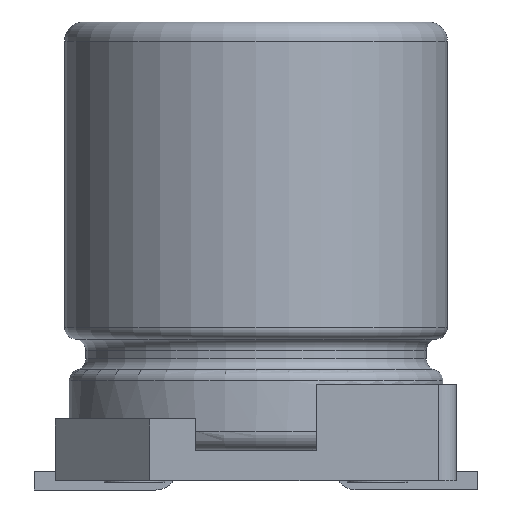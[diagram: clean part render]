
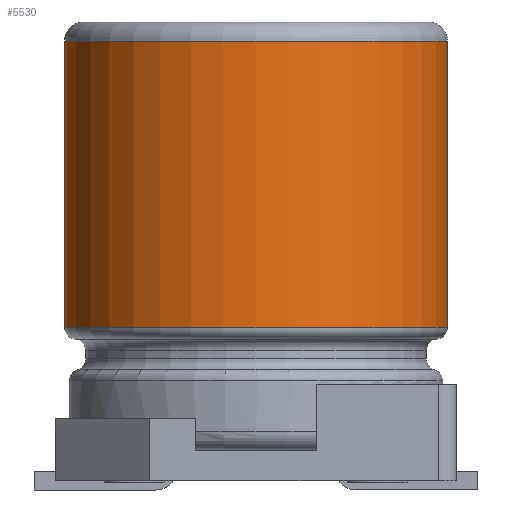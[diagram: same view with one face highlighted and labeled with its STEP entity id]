
A CAD part, front view. The second image highlights one B-rep face of the part: STEP entity #5530.
In plain terms, the highlighted cylindrical face has radius 3.15 mm (diameter 6.3 mm), a full revolution.
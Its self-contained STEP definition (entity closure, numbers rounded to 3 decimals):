
#18=CYLINDRICAL_SURFACE('',#5772,3.15);
#78=CIRCLE('',#5752,3.15);
#88=CIRCLE('',#5764,3.15);
#499=ORIENTED_EDGE('',*,*,#1574,.T.);
#500=ORIENTED_EDGE('',*,*,#1564,.T.);
#1564=EDGE_CURVE('',#2119,#2119,#78,.T.);
#1574=EDGE_CURVE('',#2129,#2129,#88,.T.);
#2119=VERTEX_POINT('',#8011);
#2129=VERTEX_POINT('',#8033);
#3315=EDGE_LOOP('',(#499));
#3316=EDGE_LOOP('',(#500));
#3585=FACE_BOUND('',#3315,.T.);
#3586=FACE_BOUND('',#3316,.T.);
#5530=ADVANCED_FACE('',(#3585,#3586),#18,.T.);
#5752=AXIS2_PLACEMENT_3D('',#8010,#6253,#6254);
#5764=AXIS2_PLACEMENT_3D('',#8032,#6277,#6278);
#5772=AXIS2_PLACEMENT_3D('',#8071,#6301,#6302);
#6253=DIRECTION('',(0.,0.,-1.));
#6254=DIRECTION('',(0.,1.,0.));
#6277=DIRECTION('',(0.,0.,1.));
#6278=DIRECTION('',(0.,-1.,0.));
#6301=DIRECTION('',(0.,0.,-1.));
#6302=DIRECTION('',(0.,-1.,0.));
#8010=CARTESIAN_POINT('',(0.,0.,7.235));
#8011=CARTESIAN_POINT('',(0.,3.15,7.235));
#8032=CARTESIAN_POINT('',(0.,0.,2.522));
#8033=CARTESIAN_POINT('',(0.,-3.15,2.522));
#8071=CARTESIAN_POINT('',(0.,0.,10.4));
